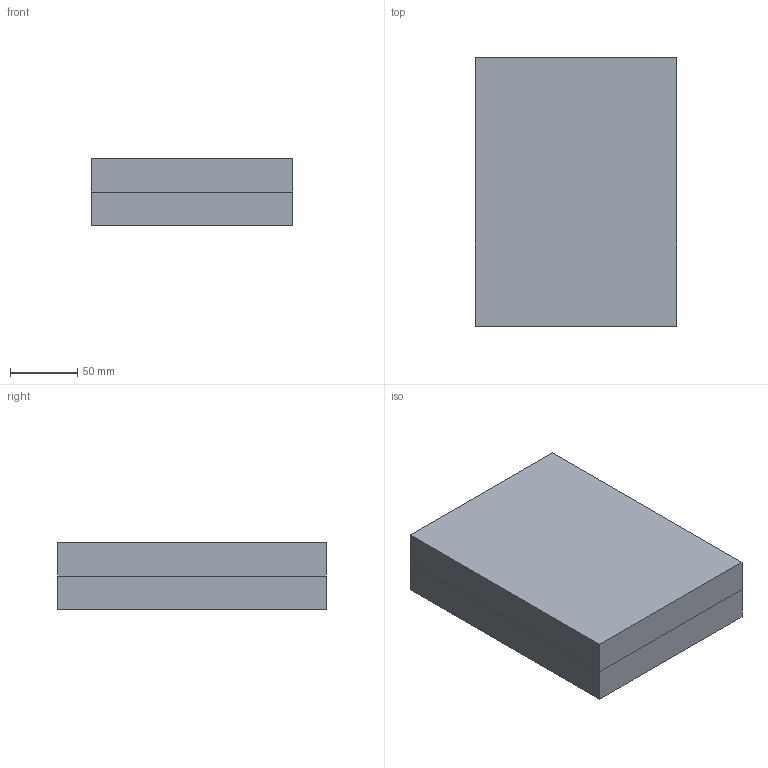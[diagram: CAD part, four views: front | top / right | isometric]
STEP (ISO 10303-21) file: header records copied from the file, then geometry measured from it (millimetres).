
FILE_DESCRIPTION((''),'2;1');
FILE_NAME( 'plas_quad.stp','2000-08-23T14:46:24',('User'),('SDRC'),'I-DEAS Master Series 8','UNIX','Yes');
FILE_SCHEMA(('CONFIG_CONTROL_DESIGN'));
Length unit declared in the file: millimetre
Bounding box: 150 x 200 x 50 mm (x, y, z)
Volume: 392 mm3; surface area: 129312 mm2
Topology: 1 solids, 7 shells, 31 faces, 80 edges, 60 vertices
Faces by surface type: bspline 31
Entity records: 947 total; most frequent: CARTESIAN_POINT 345, ORIENTED_EDGE 136, EDGE_CURVE 80, VERTEX_POINT 60, QUASI_UNIFORM_CURVE 52, EDGE_LOOP 34, FACE_OUTER_BOUND 31, ADVANCED_FACE 31
